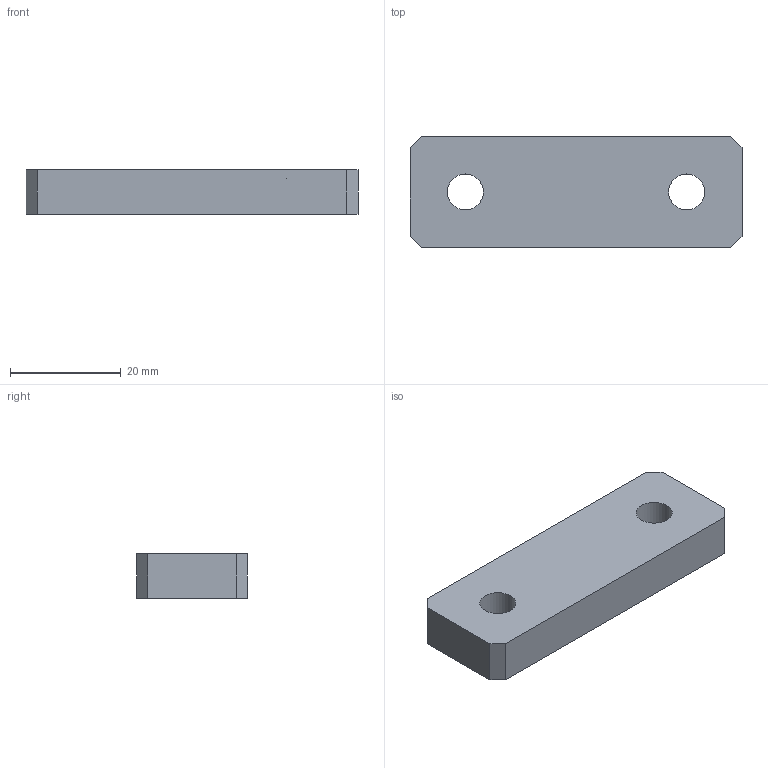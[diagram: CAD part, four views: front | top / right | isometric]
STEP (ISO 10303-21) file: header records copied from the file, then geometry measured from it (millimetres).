
FILE_DESCRIPTION((' '),'2;1');
FILE_NAME( 'TEY200013-15-A_Butée.stp', '2022-06-07T11:13:12', (' '), ('--- Datakit www.datakit.com---'), ' Datakit CrossCadWare V2019.1 Dec 28 2018', 'DATAKIT 2022 (c)', ' ');
FILE_SCHEMA(('AP242_MANAGED_MODEL_BASED_3D_ENGINEERING_MIM_LF { 1 0 10303 442 1 1 4 }'));
Length unit declared in the file: millimetre
Products named in the file (1): TEY200013-15-A_Butée
Bounding box: 60 x 20 x 8 mm (x, y, z)
Volume: 9005.1 mm3; surface area: 3820.5 mm2
Topology: 1 solids, 1 shells, 12 faces, 30 edges, 20 vertices
Faces by surface type: plane 10, cylinder 2
Full cylindrical faces by diameter (mm): 6.5 x2
Entity records: 394 total; most frequent: CARTESIAN_POINT 64, DIRECTION 64, ORIENTED_EDGE 56, EDGE_CURVE 28, VECTOR 24, LINE 24, VERTEX_POINT 20, AXIS2_PLACEMENT_3D 20
